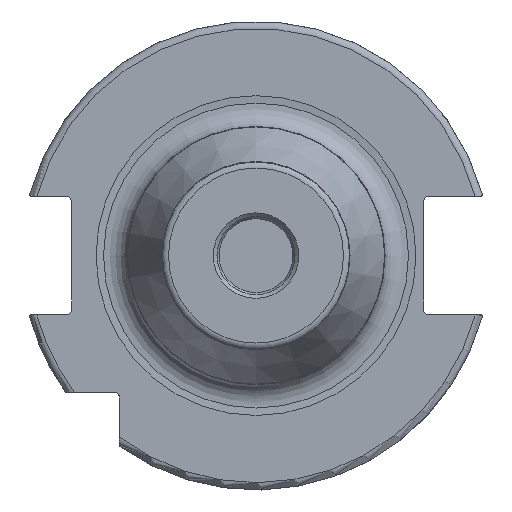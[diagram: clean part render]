
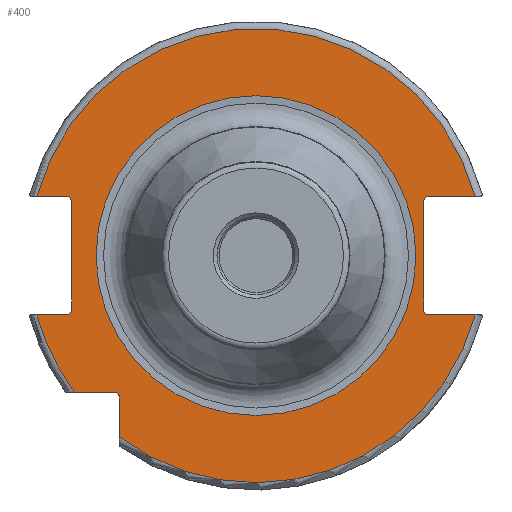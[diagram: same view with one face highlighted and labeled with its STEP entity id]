
A CAD part, left-side view. The second image highlights one B-rep face of the part: STEP entity #400.
In plain terms, the highlighted planar face has unit normal (-1, 0, 0).
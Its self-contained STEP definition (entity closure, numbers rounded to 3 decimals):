
#196=LINE('',#2819,#262);
#197=LINE('',#2824,#263);
#198=LINE('',#2828,#264);
#199=LINE('',#2832,#265);
#200=LINE('',#2836,#266);
#201=LINE('',#2840,#267);
#202=LINE('',#2844,#268);
#203=LINE('',#2848,#269);
#262=VECTOR('',#1985,1.);
#263=VECTOR('',#1988,1.);
#264=VECTOR('',#1991,1.);
#265=VECTOR('',#1994,1.);
#266=VECTOR('',#1997,1.);
#267=VECTOR('',#2000,1.);
#268=VECTOR('',#2003,1.);
#269=VECTOR('',#2006,1.);
#318=FACE_BOUND('',#595,.T.);
#319=FACE_BOUND('',#596,.T.);
#400=ADVANCED_FACE('',(#318,#319),#473,.F.);
#473=PLANE('',#1706);
#595=EDGE_LOOP('',(#821));
#596=EDGE_LOOP('',(#822,#823,#824,#825,#826,#827,#828,#829,#830,#831,#832,
#833,#834,#835,#836,#837));
#821=ORIENTED_EDGE('',*,*,#1411,.F.);
#822=ORIENTED_EDGE('',*,*,#1412,.T.);
#823=ORIENTED_EDGE('',*,*,#1413,.T.);
#824=ORIENTED_EDGE('',*,*,#1414,.T.);
#825=ORIENTED_EDGE('',*,*,#1415,.T.);
#826=ORIENTED_EDGE('',*,*,#1416,.T.);
#827=ORIENTED_EDGE('',*,*,#1417,.T.);
#828=ORIENTED_EDGE('',*,*,#1418,.T.);
#829=ORIENTED_EDGE('',*,*,#1419,.T.);
#830=ORIENTED_EDGE('',*,*,#1420,.T.);
#831=ORIENTED_EDGE('',*,*,#1421,.T.);
#832=ORIENTED_EDGE('',*,*,#1422,.T.);
#833=ORIENTED_EDGE('',*,*,#1423,.T.);
#834=ORIENTED_EDGE('',*,*,#1424,.T.);
#835=ORIENTED_EDGE('',*,*,#1425,.T.);
#836=ORIENTED_EDGE('',*,*,#1426,.T.);
#837=ORIENTED_EDGE('',*,*,#1427,.T.);
#1224=VERTEX_POINT('',#2818);
#1225=VERTEX_POINT('',#2820);
#1226=VERTEX_POINT('',#2821);
#1227=VERTEX_POINT('',#2823);
#1228=VERTEX_POINT('',#2825);
#1229=VERTEX_POINT('',#2827);
#1230=VERTEX_POINT('',#2829);
#1231=VERTEX_POINT('',#2831);
#1232=VERTEX_POINT('',#2833);
#1233=VERTEX_POINT('',#2835);
#1234=VERTEX_POINT('',#2837);
#1235=VERTEX_POINT('',#2839);
#1236=VERTEX_POINT('',#2841);
#1237=VERTEX_POINT('',#2843);
#1238=VERTEX_POINT('',#2845);
#1239=VERTEX_POINT('',#2847);
#1240=VERTEX_POINT('',#2849);
#1411=EDGE_CURVE('',#1224,#1224,#1570,.T.);
#1412=EDGE_CURVE('',#1225,#1226,#196,.T.);
#1413=EDGE_CURVE('',#1226,#1227,#1571,.T.);
#1414=EDGE_CURVE('',#1227,#1228,#197,.T.);
#1415=EDGE_CURVE('',#1228,#1229,#1572,.T.);
#1416=EDGE_CURVE('',#1229,#1230,#198,.T.);
#1417=EDGE_CURVE('',#1230,#1231,#1573,.T.);
#1418=EDGE_CURVE('',#1231,#1232,#199,.T.);
#1419=EDGE_CURVE('',#1232,#1233,#1574,.T.);
#1420=EDGE_CURVE('',#1233,#1234,#200,.T.);
#1421=EDGE_CURVE('',#1234,#1235,#1575,.T.);
#1422=EDGE_CURVE('',#1235,#1236,#201,.T.);
#1423=EDGE_CURVE('',#1236,#1237,#1576,.T.);
#1424=EDGE_CURVE('',#1237,#1238,#202,.T.);
#1425=EDGE_CURVE('',#1238,#1239,#1577,.T.);
#1426=EDGE_CURVE('',#1239,#1240,#203,.T.);
#1427=EDGE_CURVE('',#1240,#1225,#1578,.T.);
#1570=CIRCLE('',#1697,21.674);
#1571=CIRCLE('',#1698,0.8);
#1572=CIRCLE('',#1699,30.77);
#1573=CIRCLE('',#1700,0.8);
#1574=CIRCLE('',#1701,0.8);
#1575=CIRCLE('',#1702,30.77);
#1576=CIRCLE('',#1703,0.8);
#1577=CIRCLE('',#1704,0.8);
#1578=CIRCLE('',#1705,30.77);
#1697=AXIS2_PLACEMENT_3D('',#2817,#1983,#1984);
#1698=AXIS2_PLACEMENT_3D('',#2822,#1986,#1987);
#1699=AXIS2_PLACEMENT_3D('',#2826,#1989,#1990);
#1700=AXIS2_PLACEMENT_3D('',#2830,#1992,#1993);
#1701=AXIS2_PLACEMENT_3D('',#2834,#1995,#1996);
#1702=AXIS2_PLACEMENT_3D('',#2838,#1998,#1999);
#1703=AXIS2_PLACEMENT_3D('',#2842,#2001,#2002);
#1704=AXIS2_PLACEMENT_3D('',#2846,#2004,#2005);
#1705=AXIS2_PLACEMENT_3D('',#2850,#2007,#2008);
#1706=AXIS2_PLACEMENT_3D('',#2851,#2009,#2010);
#1983=DIRECTION('',(-1.,0.,0.));
#1984=DIRECTION('',(0.,0.,-1.));
#1985=DIRECTION('',(0.,-1.,0.));
#1986=DIRECTION('',(1.,0.,0.));
#1987=DIRECTION('',(0.,0.,-1.));
#1988=DIRECTION('',(0.,0.,-1.));
#1989=DIRECTION('',(-1.,0.,0.));
#1990=DIRECTION('',(0.,0.,-1.));
#1991=DIRECTION('',(0.,1.,0.));
#1992=DIRECTION('',(1.,0.,0.));
#1993=DIRECTION('',(0.,0.,-1.));
#1994=DIRECTION('',(0.,0.,1.));
#1995=DIRECTION('',(1.,0.,0.));
#1996=DIRECTION('',(0.,0.,-1.));
#1997=DIRECTION('',(0.,-1.,0.));
#1998=DIRECTION('',(-1.,0.,0.));
#1999=DIRECTION('',(0.,0.,-1.));
#2000=DIRECTION('',(0.,-1.,0.));
#2001=DIRECTION('',(1.,0.,0.));
#2002=DIRECTION('',(0.,0.,-1.));
#2003=DIRECTION('',(0.,0.,-1.));
#2004=DIRECTION('',(1.,0.,0.));
#2005=DIRECTION('',(0.,0.,-1.));
#2006=DIRECTION('',(0.,1.,0.));
#2007=DIRECTION('',(-1.,0.,0.));
#2008=DIRECTION('',(0.,0.,-1.));
#2009=DIRECTION('',(1.,0.,0.));
#2010=DIRECTION('',(0.,0.,-1.));
#2817=CARTESIAN_POINT('',(43.9,0.,0.));
#2818=CARTESIAN_POINT('',(43.9,0.,-21.674));
#2819=CARTESIAN_POINT('',(43.9,28.5,-18.5));
#2820=CARTESIAN_POINT('',(43.9,24.588,-18.5));
#2821=CARTESIAN_POINT('',(43.9,19.3,-18.5));
#2822=CARTESIAN_POINT('',(43.9,19.3,-19.3));
#2823=CARTESIAN_POINT('',(43.9,18.5,-19.3));
#2824=CARTESIAN_POINT('',(43.9,18.5,-18.5));
#2825=CARTESIAN_POINT('',(43.9,18.5,-24.588));
#2826=CARTESIAN_POINT('',(43.9,0.,0.));
#2827=CARTESIAN_POINT('',(43.9,-29.698,-8.05));
#2828=CARTESIAN_POINT('',(43.9,-32.7,-8.05));
#2829=CARTESIAN_POINT('',(43.9,-23.5,-8.05));
#2830=CARTESIAN_POINT('',(43.9,-23.5,-7.25));
#2831=CARTESIAN_POINT('',(43.9,-22.7,-7.25));
#2832=CARTESIAN_POINT('',(43.9,-22.7,-8.05));
#2833=CARTESIAN_POINT('',(43.9,-22.7,7.25));
#2834=CARTESIAN_POINT('',(43.9,-23.5,7.25));
#2835=CARTESIAN_POINT('',(43.9,-23.5,8.05));
#2836=CARTESIAN_POINT('',(43.9,-22.7,8.05));
#2837=CARTESIAN_POINT('',(43.9,-29.698,8.05));
#2838=CARTESIAN_POINT('',(43.9,0.,0.));
#2839=CARTESIAN_POINT('',(43.9,29.698,8.05));
#2840=CARTESIAN_POINT('',(43.9,35.,8.05));
#2841=CARTESIAN_POINT('',(43.9,25.8,8.05));
#2842=CARTESIAN_POINT('',(43.9,25.8,7.25));
#2843=CARTESIAN_POINT('',(43.9,25.,7.25));
#2844=CARTESIAN_POINT('',(43.9,25.,8.05));
#2845=CARTESIAN_POINT('',(43.9,25.,-7.25));
#2846=CARTESIAN_POINT('',(43.9,25.8,-7.25));
#2847=CARTESIAN_POINT('',(43.9,25.8,-8.05));
#2848=CARTESIAN_POINT('',(43.9,25.,-8.05));
#2849=CARTESIAN_POINT('',(43.9,29.698,-8.05));
#2850=CARTESIAN_POINT('',(43.9,0.,0.));
#2851=CARTESIAN_POINT('',(43.9,21.674,0.));
